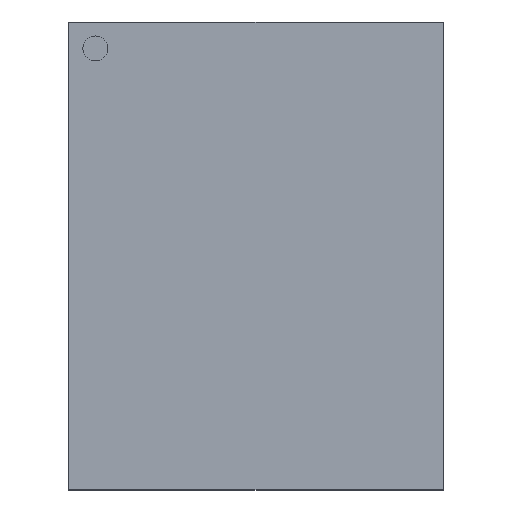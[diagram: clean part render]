
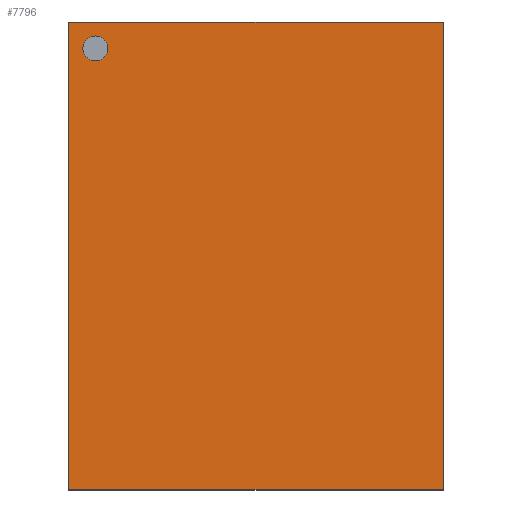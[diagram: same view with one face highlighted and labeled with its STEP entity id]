
A CAD part, top view. The second image highlights one B-rep face of the part: STEP entity #7796.
In plain terms, the highlighted planar face has unit normal (0, 0, 1).
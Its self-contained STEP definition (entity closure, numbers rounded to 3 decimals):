
#7574=CARTESIAN_POINT('',(-3.565,4.99,2.92));
#7575=VERTEX_POINT('',#7574);
#7584=CARTESIAN_POINT('',(-4.165,4.99,2.92));
#7585=VERTEX_POINT('',#7584);
#7586=CARTESIAN_POINT('',(-3.865,4.99,2.92));
#7587=DIRECTION('',(0.0,0.0,-1.0));
#7588=DIRECTION('',(1.0,0.0,0.0));
#7589=AXIS2_PLACEMENT_3D('',#7586,#7587,#7588);
#7590=CIRCLE('',#7589,0.3);
#7591=EDGE_CURVE('',#7585,#7575,#7590,.T.);
#7625=CARTESIAN_POINT('',(-3.865,4.99,2.92));
#7626=DIRECTION('',(0.0,0.0,-1.0));
#7627=DIRECTION('',(1.0,0.0,0.0));
#7628=AXIS2_PLACEMENT_3D('',#7625,#7626,#7627);
#7629=CIRCLE('',#7628,0.3);
#7630=EDGE_CURVE('',#7575,#7585,#7629,.T.);
#7650=CARTESIAN_POINT('',(4.5,5.625,2.92));
#7651=VERTEX_POINT('',#7650);
#7652=CARTESIAN_POINT('',(4.5,-5.625,2.92));
#7653=VERTEX_POINT('',#7652);
#7654=CARTESIAN_POINT('',(4.5,5.625,2.92));
#7655=DIRECTION('',(0.0,-1.0,0.0));
#7656=VECTOR('',#7655,11.25);
#7657=LINE('',#7654,#7656);
#7658=EDGE_CURVE('',#7651,#7653,#7657,.T.);
#7690=CARTESIAN_POINT('',(-4.5,-5.625,2.92));
#7691=VERTEX_POINT('',#7690);
#7692=CARTESIAN_POINT('',(4.5,-5.625,2.92));
#7693=DIRECTION('',(-1.0,0.0,0.0));
#7694=VECTOR('',#7693,9.0);
#7695=LINE('',#7692,#7694);
#7696=EDGE_CURVE('',#7653,#7691,#7695,.T.);
#7721=CARTESIAN_POINT('',(-4.5,5.625,2.92));
#7722=VERTEX_POINT('',#7721);
#7723=CARTESIAN_POINT('',(-4.5,-5.625,2.92));
#7724=DIRECTION('',(0.0,1.0,0.0));
#7725=VECTOR('',#7724,11.25);
#7726=LINE('',#7723,#7725);
#7727=EDGE_CURVE('',#7691,#7722,#7726,.T.);
#7752=CARTESIAN_POINT('',(-4.5,5.625,2.92));
#7753=DIRECTION('',(1.0,0.0,0.0));
#7754=VECTOR('',#7753,9.0);
#7755=LINE('',#7752,#7754);
#7756=EDGE_CURVE('',#7722,#7651,#7755,.T.);
#7781=CARTESIAN_POINT('',(0.0,0.0,2.92));
#7782=DIRECTION('',(0.0,0.0,1.0));
#7783=DIRECTION('',(1.0,0.0,0.0));
#7784=AXIS2_PLACEMENT_3D('',#7781,#7782,#7783);
#7785=PLANE('',#7784);
#7786=ORIENTED_EDGE('',*,*,#7658,.F.);
#7787=ORIENTED_EDGE('',*,*,#7756,.F.);
#7788=ORIENTED_EDGE('',*,*,#7727,.F.);
#7789=ORIENTED_EDGE('',*,*,#7696,.F.);
#7790=EDGE_LOOP('',(#7786,#7787,#7788,#7789));
#7791=FACE_OUTER_BOUND('',#7790,.T.);
#7792=ORIENTED_EDGE('',*,*,#7630,.T.);
#7793=ORIENTED_EDGE('',*,*,#7591,.T.);
#7794=EDGE_LOOP('',(#7792,#7793));
#7795=FACE_BOUND('',#7794,.T.);
#7796=ADVANCED_FACE('',(#7791,#7795),#7785,.T.);
